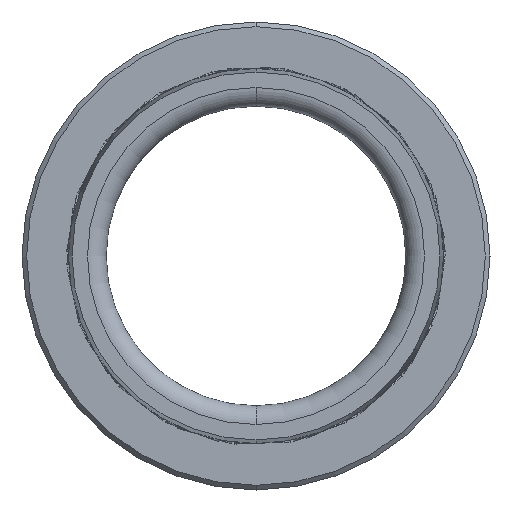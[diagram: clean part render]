
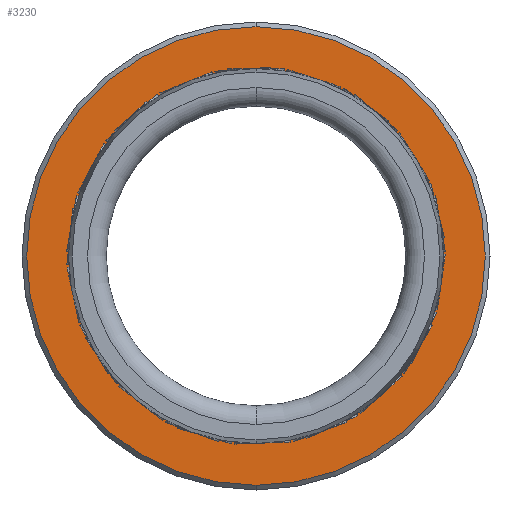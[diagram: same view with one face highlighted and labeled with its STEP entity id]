
A CAD part, front view. The second image highlights one B-rep face of the part: STEP entity #3230.
In plain terms, the highlighted planar face has unit normal (0, -1, 0).
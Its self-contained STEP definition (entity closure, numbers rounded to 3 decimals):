
#102 = CARTESIAN_POINT ( 'NONE',  ( 20., 21.929, 0. ) ) ;
#237 = VERTEX_POINT ( 'NONE', #4929 ) ;
#356 = CARTESIAN_POINT ( 'NONE',  ( 0., 21.929, 0. ) ) ;
#621 = DIRECTION ( 'NONE',  ( 0., -1., 0. ) ) ;
#886 = EDGE_CURVE ( 'NONE', #4316, #5754, #4675, .T. ) ;
#915 = CIRCLE ( 'NONE', #6004, 24.5 ) ;
#1015 = CARTESIAN_POINT ( 'NONE',  ( 0., 21.929, 0. ) ) ;
#1133 = EDGE_CURVE ( 'NONE', #5754, #4316, #915, .T. ) ;
#1301 = DIRECTION ( 'NONE',  ( 0., 0., -1. ) ) ;
#1675 = DIRECTION ( 'NONE',  ( 0., -1., 0. ) ) ;
#1792 = CARTESIAN_POINT ( 'NONE',  ( 0., 21.929, 0. ) ) ;
#2115 = PLANE ( 'NONE',  #4946 ) ;
#2172 = DIRECTION ( 'NONE',  ( 0., -1., 0. ) ) ;
#2219 = AXIS2_PLACEMENT_3D ( 'NONE', #1015, #1675, #3820 ) ;
#2531 = DIRECTION ( 'NONE',  ( 0., -1., 0. ) ) ;
#2792 = DIRECTION ( 'NONE',  ( 0., 0., -1. ) ) ;
#2872 = DIRECTION ( 'NONE',  ( 0., -1., 0. ) ) ;
#3152 = AXIS2_PLACEMENT_3D ( 'NONE', #356, #2531, #5783 ) ;
#3227 = CARTESIAN_POINT ( 'NONE',  ( 0., 21.929, 24.5 ) ) ;
#3230 = ADVANCED_FACE ( 'NONE', ( #3287, #6127 ), #2115, .T. ) ;
#3287 = FACE_OUTER_BOUND ( 'NONE', #4327, .T. ) ;
#3601 = ORIENTED_EDGE ( 'NONE', *, *, #886, .T. ) ;
#3820 = DIRECTION ( 'NONE',  ( 0., 0., -1. ) ) ;
#4316 = VERTEX_POINT ( 'NONE', #4549 ) ;
#4323 = EDGE_CURVE ( 'NONE', #4411, #237, #5173, .T. ) ;
#4327 = EDGE_LOOP ( 'NONE', ( #6514, #3601 ) ) ;
#4411 = VERTEX_POINT ( 'NONE', #5656 ) ;
#4549 = CARTESIAN_POINT ( 'NONE',  ( 0., 21.929, -24.5 ) ) ;
#4675 = CIRCLE ( 'NONE', #3152, 24.5 ) ;
#4929 = CARTESIAN_POINT ( 'NONE',  ( 0., 21.929, 20. ) ) ;
#4946 = AXIS2_PLACEMENT_3D ( 'NONE', #102, #621, #2792 ) ;
#5011 = EDGE_CURVE ( 'NONE', #237, #4411, #5168, .T. ) ;
#5168 = CIRCLE ( 'NONE', #2219, 20. ) ;
#5173 = CIRCLE ( 'NONE', #5449, 20. ) ;
#5434 = CARTESIAN_POINT ( 'NONE',  ( 0., 21.929, 0. ) ) ;
#5449 = AXIS2_PLACEMENT_3D ( 'NONE', #1792, #2872, #1301 ) ;
#5656 = CARTESIAN_POINT ( 'NONE',  ( 0., 21.929, -20. ) ) ;
#5683 = ORIENTED_EDGE ( 'NONE', *, *, #4323, .F. ) ;
#5754 = VERTEX_POINT ( 'NONE', #3227 ) ;
#5783 = DIRECTION ( 'NONE',  ( 0., 0., -1. ) ) ;
#5883 = EDGE_LOOP ( 'NONE', ( #5683, #7086 ) ) ;
#6004 = AXIS2_PLACEMENT_3D ( 'NONE', #5434, #2172, #6578 ) ;
#6127 = FACE_BOUND ( 'NONE', #5883, .T. ) ;
#6514 = ORIENTED_EDGE ( 'NONE', *, *, #1133, .T. ) ;
#6578 = DIRECTION ( 'NONE',  ( 0., 0., -1. ) ) ;
#7086 = ORIENTED_EDGE ( 'NONE', *, *, #5011, .F. ) ;
